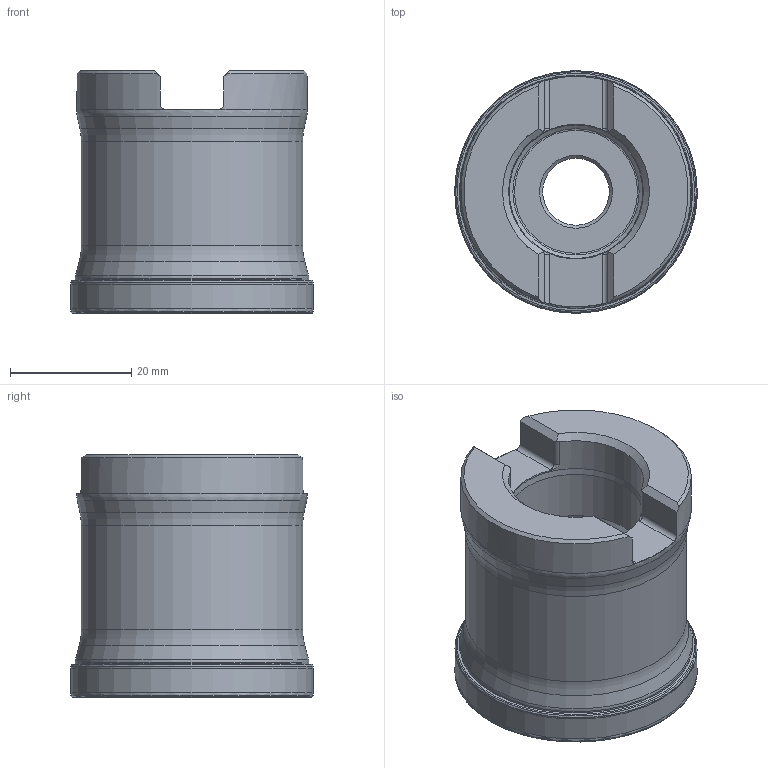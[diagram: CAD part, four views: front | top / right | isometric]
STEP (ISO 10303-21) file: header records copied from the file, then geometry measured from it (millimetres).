
FILE_DESCRIPTION(/* description */ (''),/* implementation_level */ '2;1');
FILE_NAME(/* name */ '40A08R_S90SO05O_C_115009809ndi000_00_SIM.stp',/* time_stamp */ '2020-01-31T07:41:50+01:00',/* author */ (''),/* organization */ (''),/* preprocessor_version */ 'ST-DEVELOPER v16.7',/* originating_system */ 'SIEMENS PLM Software NX 12.0',/* authorisation */ '');
FILE_SCHEMA (('AUTOMOTIVE_DESIGN { 1 0 10303 214 3 1 1 1 }'));
Length unit declared in the file: millimetre
Products named in the file (1): lf1964100CEEykp3
Bounding box: 39.95 x 39.95 x 40 mm (x, y, z)
Volume: 32537 mm3; surface area: 11272.2 mm2
Topology: 2 solids, 2 shells, 90 faces, 226 edges, 139 vertices
Faces by surface type: revolution 24, cylinder 21, torus 16, plane 15, cone 14
Full cylindrical faces by diameter (mm): 11 x1, 18.1 x1, 22.006 x1, 22.2 x1, 36.457 x1, 38 x1, 38.457 x1
Entity records: 2631 total; most frequent: CARTESIAN_POINT 829, DIRECTION 352, ORIENTED_EDGE 298, EDGE_CURVE 149, AXIS2_PLACEMENT_3D 148, EDGE_LOOP 146, VERTEX_POINT 115, FACE_BOUND 112
